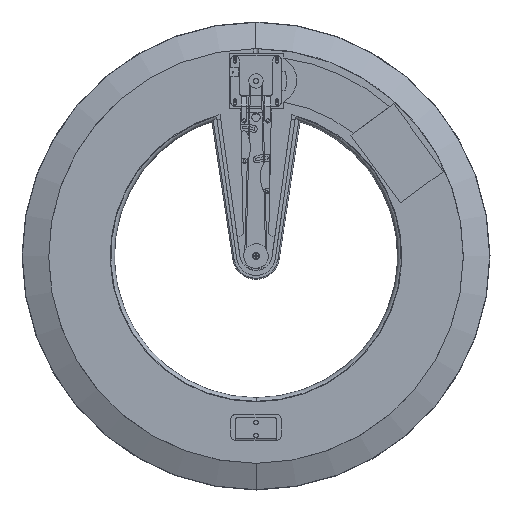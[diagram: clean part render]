
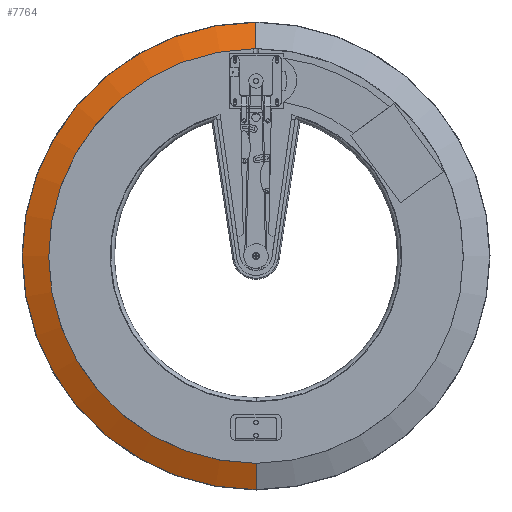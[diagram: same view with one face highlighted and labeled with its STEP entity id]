
A CAD part, front view. The second image highlights one B-rep face of the part: STEP entity #7764.
In plain terms, the highlighted conical face has half-angle 66.259 degrees and reference radius 214.884 mm.
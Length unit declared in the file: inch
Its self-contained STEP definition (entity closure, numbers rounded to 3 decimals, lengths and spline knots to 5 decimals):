
#158=CONICAL_SURFACE('',#8411,8.46,66.259);
#839=FACE_OUTER_BOUND('',#1381,.T.);
#1381=EDGE_LOOP('',(#5909,#5910,#5911,#5912));
#1935=LINE('',#12413,#2482);
#1936=LINE('',#12416,#2483);
#2482=VECTOR('',#9925,1.16679);
#2483=VECTOR('',#9928,1.16679);
#2977=CIRCLE('',#8408,8.98805);
#2980=CIRCLE('',#8412,7.92);
#3605=VERTEX_POINT('',#12404);
#3606=VERTEX_POINT('',#12406);
#3608=VERTEX_POINT('',#12412);
#3609=VERTEX_POINT('',#12414);
#4459=EDGE_CURVE('',#3605,#3606,#2977,.T.);
#4462=EDGE_CURVE('',#3605,#3608,#1935,.T.);
#4463=EDGE_CURVE('',#3608,#3609,#2980,.T.);
#4464=EDGE_CURVE('',#3609,#3606,#1936,.T.);
#5909=ORIENTED_EDGE('',*,*,#4459,.F.);
#5910=ORIENTED_EDGE('',*,*,#4462,.T.);
#5911=ORIENTED_EDGE('',*,*,#4463,.T.);
#5912=ORIENTED_EDGE('',*,*,#4464,.T.);
#7764=ADVANCED_FACE('',(#839),#158,.T.);
#8408=AXIS2_PLACEMENT_3D('',#12407,#9917,#9918);
#8411=AXIS2_PLACEMENT_3D('',#12411,#9923,#9924);
#8412=AXIS2_PLACEMENT_3D('',#12415,#9926,#9927);
#9917=DIRECTION('center_axis',(0.,0.,-1.));
#9918=DIRECTION('ref_axis',(1.,0.,0.));
#9923=DIRECTION('center_axis',(0.,0.,-1.));
#9924=DIRECTION('ref_axis',(0.,1.,0.));
#9925=DIRECTION('',(0.,-0.915,0.403));
#9926=DIRECTION('center_axis',(0.,0.,-1.));
#9927=DIRECTION('ref_axis',(0.,1.,0.));
#9928=DIRECTION('',(0.,-0.915,-0.403));
#12404=CARTESIAN_POINT('',(0.,8.98805,0.03025));
#12406=CARTESIAN_POINT('',(0.,-8.98805,0.03025));
#12407=CARTESIAN_POINT('Origin',(0.,0.,0.03025));
#12411=CARTESIAN_POINT('Origin',(0.,0.,0.2625));
#12412=CARTESIAN_POINT('',(0.,7.92,0.5));
#12413=CARTESIAN_POINT('',(0.,8.46,0.2625));
#12414=CARTESIAN_POINT('',(0.,-7.92,0.5));
#12415=CARTESIAN_POINT('Origin',(0.,0.,0.5));
#12416=CARTESIAN_POINT('',(0.,-8.46,0.2625));
